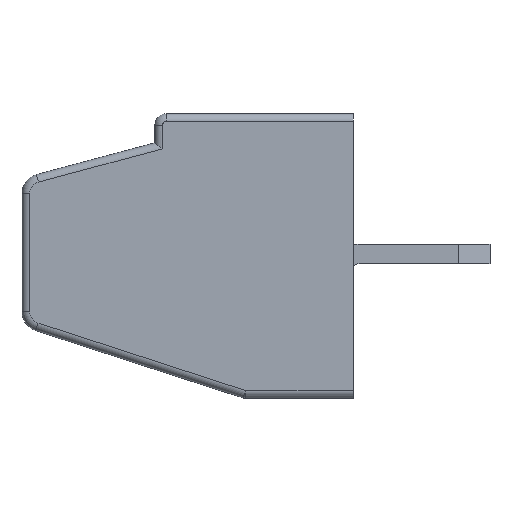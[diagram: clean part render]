
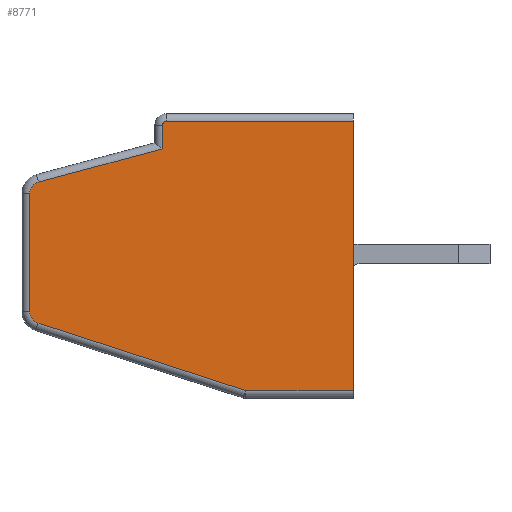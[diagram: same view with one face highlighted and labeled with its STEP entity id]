
A CAD part, left-side view. The second image highlights one B-rep face of the part: STEP entity #8771.
In plain terms, the highlighted planar face has unit normal (-1, 0, 0).
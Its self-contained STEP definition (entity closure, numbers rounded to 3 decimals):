
#60 = DIRECTION ( 'NONE',  ( -1., 0., 0. ) ) ;
#315 = AXIS2_PLACEMENT_3D ( 'NONE', #6896, #60, #6970 ) ;
#350 = VECTOR ( 'NONE', #4630, 1000. ) ;
#410 = ORIENTED_EDGE ( 'NONE', *, *, #5330, .T. ) ;
#429 = FACE_OUTER_BOUND ( 'NONE', #4987, .T. ) ;
#434 = VERTEX_POINT ( 'NONE', #4772 ) ;
#438 = EDGE_CURVE ( 'NONE', #1545, #434, #2367, .T. ) ;
#460 = CARTESIAN_POINT ( 'NONE',  ( -3.75, 8.078, 1.895 ) ) ;
#731 = EDGE_CURVE ( 'NONE', #8226, #7156, #2043, .T. ) ;
#817 = CARTESIAN_POINT ( 'NONE',  ( -3.75, 4.9, 2.747 ) ) ;
#844 = AXIS2_PLACEMENT_3D ( 'NONE', #8118, #7229, #2612 ) ;
#956 = VECTOR ( 'NONE', #8338, 1000. ) ;
#1143 = CARTESIAN_POINT ( 'NONE',  ( -3.75, 0., -3.65 ) ) ;
#1207 = PLANE ( 'NONE',  #844 ) ;
#1327 = ORIENTED_EDGE ( 'NONE', *, *, #6880, .F. ) ;
#1368 = VERTEX_POINT ( 'NONE', #817 ) ;
#1435 = EDGE_CURVE ( 'NONE', #2570, #8194, #9001, .T. ) ;
#1545 = VERTEX_POINT ( 'NONE', #8701 ) ;
#1765 = CARTESIAN_POINT ( 'NONE',  ( -3.75, 4.9, 3.35 ) ) ;
#2043 = LINE ( 'NONE', #3701, #5325 ) ;
#2330 = CIRCLE ( 'NONE', #315, 0.3 ) ;
#2367 = LINE ( 'NONE', #6287, #956 ) ;
#2564 = LINE ( 'NONE', #1765, #6068 ) ;
#2570 = VERTEX_POINT ( 'NONE', #460 ) ;
#2596 = EDGE_CURVE ( 'NONE', #5420, #1368, #2564, .T. ) ;
#2601 = DIRECTION ( 'NONE',  ( 0., 0., -1. ) ) ;
#2612 = DIRECTION ( 'NONE',  ( 0., 0., -1. ) ) ;
#2647 = DIRECTION ( 'NONE',  ( 0., -1., 0. ) ) ;
#3133 = CARTESIAN_POINT ( 'NONE',  ( -3.75, 4.656, 2.812 ) ) ;
#3178 = CARTESIAN_POINT ( 'NONE',  ( -3.75, 4.8, 3.35 ) ) ;
#3181 = ORIENTED_EDGE ( 'NONE', *, *, #4277, .T. ) ;
#3236 = EDGE_CURVE ( 'NONE', #1368, #2570, #4089, .T. ) ;
#3329 = CARTESIAN_POINT ( 'NONE',  ( -3.75, 4.9, 3.342 ) ) ;
#3406 = ORIENTED_EDGE ( 'NONE', *, *, #8016, .T. ) ;
#3424 = LINE ( 'NONE', #7471, #7454 ) ;
#3555 = VECTOR ( 'NONE', #8837, 1000. ) ;
#3640 = VECTOR ( 'NONE', #6522, 1000. ) ;
#3701 = CARTESIAN_POINT ( 'NONE',  ( -3.75, 6.605, -2.203 ) ) ;
#3705 = CARTESIAN_POINT ( 'NONE',  ( -3.75, 8., 1.605 ) ) ;
#3768 = DIRECTION ( 'NONE',  ( 0., -0.951, -0.309 ) ) ;
#3890 = DIRECTION ( 'NONE',  ( -1., 0., 0. ) ) ;
#4089 = LINE ( 'NONE', #3133, #3640 ) ;
#4277 = EDGE_CURVE ( 'NONE', #8078, #8226, #2330, .T. ) ;
#4356 = DIRECTION ( 'NONE',  ( -1., 0., 0. ) ) ;
#4479 = DIRECTION ( 'NONE',  ( 0., 0., -1. ) ) ;
#4630 = DIRECTION ( 'NONE',  ( 0., 0., -1. ) ) ;
#4772 = CARTESIAN_POINT ( 'NONE',  ( -3.75, 4.802, 3.45 ) ) ;
#4987 = EDGE_LOOP ( 'NONE', ( #5484, #3406, #8303, #8880, #6246, #410, #3181, #6293, #8250, #1327 ) ) ;
#5157 = LINE ( 'NONE', #7477, #350 ) ;
#5210 = CARTESIAN_POINT ( 'NONE',  ( -3.75, 0., -3.45 ) ) ;
#5317 = LINE ( 'NONE', #1143, #3555 ) ;
#5325 = VECTOR ( 'NONE', #3768, 1000. ) ;
#5330 = EDGE_CURVE ( 'NONE', #8194, #8078, #5157, .T. ) ;
#5420 = VERTEX_POINT ( 'NONE', #3329 ) ;
#5484 = ORIENTED_EDGE ( 'NONE', *, *, #438, .T. ) ;
#5621 = CARTESIAN_POINT ( 'NONE',  ( -3.75, 8.09, -1.721 ) ) ;
#6068 = VECTOR ( 'NONE', #2601, 1000. ) ;
#6174 = CIRCLE ( 'NONE', #8882, 0.1 ) ;
#6246 = ORIENTED_EDGE ( 'NONE', *, *, #1435, .T. ) ;
#6287 = CARTESIAN_POINT ( 'NONE',  ( -3.75, 4.8, 3.45 ) ) ;
#6293 = ORIENTED_EDGE ( 'NONE', *, *, #731, .T. ) ;
#6522 = DIRECTION ( 'NONE',  ( 0., 0.966, -0.259 ) ) ;
#6880 = EDGE_CURVE ( 'NONE', #1545, #8768, #5317, .T. ) ;
#6896 = CARTESIAN_POINT ( 'NONE',  ( -3.75, 8., -1.435 ) ) ;
#6970 = DIRECTION ( 'NONE',  ( 0., 0., -1. ) ) ;
#7156 = VERTEX_POINT ( 'NONE', #7733 ) ;
#7229 = DIRECTION ( 'NONE',  ( 1., 0., 0. ) ) ;
#7454 = VECTOR ( 'NONE', #2647, 1000. ) ;
#7471 = CARTESIAN_POINT ( 'NONE',  ( -3.75, 4.8, -3.45 ) ) ;
#7477 = CARTESIAN_POINT ( 'NONE',  ( -3.75, 8.3, 3.35 ) ) ;
#7557 = CARTESIAN_POINT ( 'NONE',  ( -3.75, 8.3, 1.611 ) ) ;
#7592 = CARTESIAN_POINT ( 'NONE',  ( -3.75, 8.3, -1.429 ) ) ;
#7733 = CARTESIAN_POINT ( 'NONE',  ( -3.75, 2.768, -3.45 ) ) ;
#7990 = AXIS2_PLACEMENT_3D ( 'NONE', #3705, #4356, #4479 ) ;
#8016 = EDGE_CURVE ( 'NONE', #434, #5420, #6174, .T. ) ;
#8057 = EDGE_CURVE ( 'NONE', #7156, #8768, #3424, .T. ) ;
#8078 = VERTEX_POINT ( 'NONE', #7592 ) ;
#8118 = CARTESIAN_POINT ( 'NONE',  ( -3.75, 4.8, 3.35 ) ) ;
#8194 = VERTEX_POINT ( 'NONE', #7557 ) ;
#8226 = VERTEX_POINT ( 'NONE', #5621 ) ;
#8250 = ORIENTED_EDGE ( 'NONE', *, *, #8057, .T. ) ;
#8303 = ORIENTED_EDGE ( 'NONE', *, *, #2596, .T. ) ;
#8338 = DIRECTION ( 'NONE',  ( 0., 1., 0. ) ) ;
#8701 = CARTESIAN_POINT ( 'NONE',  ( -3.75, 0., 3.45 ) ) ;
#8745 = DIRECTION ( 'NONE',  ( 0., 0., -1. ) ) ;
#8768 = VERTEX_POINT ( 'NONE', #5210 ) ;
#8771 = ADVANCED_FACE ( 'NONE', ( #429 ), #1207, .F. ) ;
#8837 = DIRECTION ( 'NONE',  ( 0., 0., -1. ) ) ;
#8880 = ORIENTED_EDGE ( 'NONE', *, *, #3236, .T. ) ;
#8882 = AXIS2_PLACEMENT_3D ( 'NONE', #3178, #3890, #8745 ) ;
#9001 = CIRCLE ( 'NONE', #7990, 0.3 ) ;
